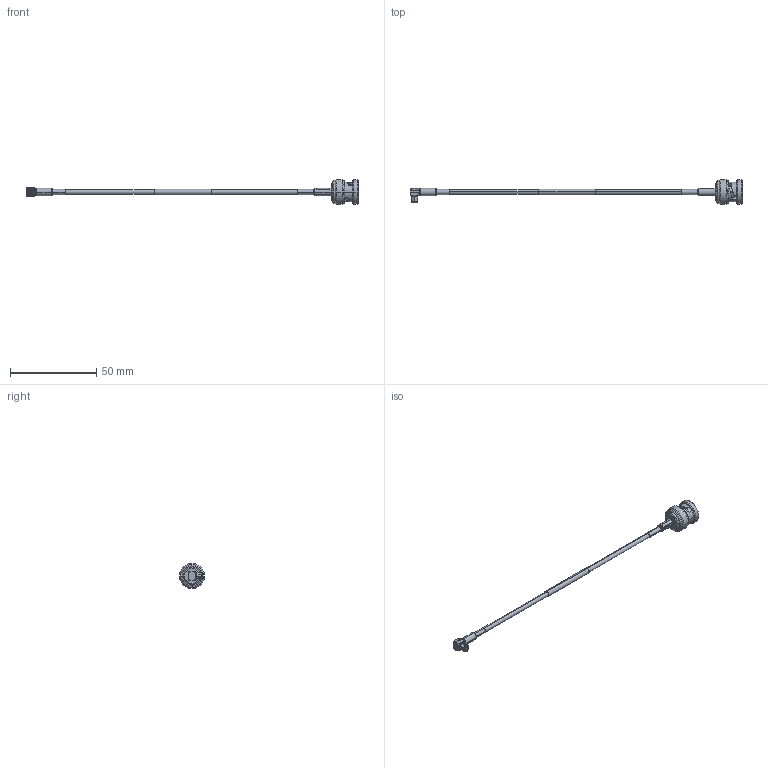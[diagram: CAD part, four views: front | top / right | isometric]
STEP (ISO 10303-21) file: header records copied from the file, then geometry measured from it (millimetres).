
FILE_DESCRIPTION (( 'STEP AP214' ), '1' );
FILE_NAME ('FMC00544_3D.step', '2023-02-23T03:34:17', ( '' ), ( '' ), 'SwSTEP 2.0', 'SolidWorks 2022', '' );
FILE_SCHEMA (( 'AUTOMOTIVE_DESIGN' ));
Length unit declared in the file: inch
Products named in the file (8): SC9466_3D2; SC9466_3D1; heat shrink conn 2^FMC00544_conn 1; heat shrink conn 1^FMC00544_conn 1; FMC00544_3D; RG174 Ø.110 jacket^FMC00544; SC9466; SC6031^FMC00544_CRIMPED
Assembly tree (7 placements, depth 3):
  FMC00544_3D
    RG174 Ø.110 jacket^FMC00544
    SC9466
      SC9466_3D1
      SC9466_3D2
    heat shrink conn 1^FMC00544_conn 1
    SC6031^FMC00544_CRIMPED
    heat shrink conn 2^FMC00544_conn 1
Bounding box: 192.42 x 14.48 x 14.48 mm (x, y, z)
Volume: 2853.2 mm3; surface area: 5394.2 mm2
Topology: 8 solids, 9 shells, 351 faces, 833 edges, 524 vertices
Faces by surface type: plane 136, cylinder 114, cone 67, torus 22, bspline 12
Entity records: 12193 total; most frequent: CARTESIAN_POINT 3363, DIRECTION 1791, ORIENTED_EDGE 1666, EDGE_CURVE 833, AXIS2_PLACEMENT_3D 734, VERTEX_POINT 524, EDGE_LOOP 389, CIRCLE 384
